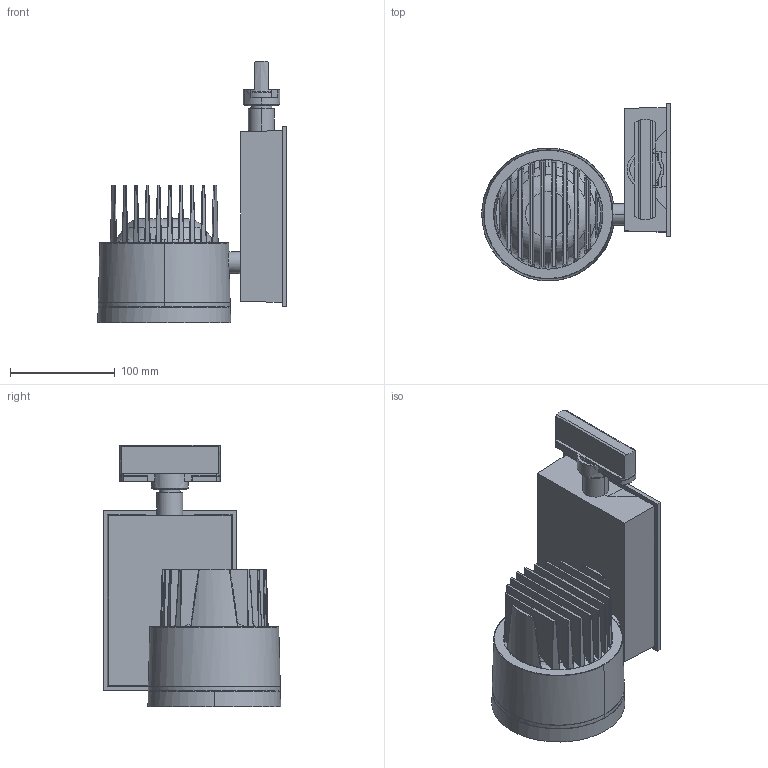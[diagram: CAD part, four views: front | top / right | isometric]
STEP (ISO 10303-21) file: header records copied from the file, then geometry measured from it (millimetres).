
FILE_DESCRIPTION(/* description */ (''),/* implementation_level */ '2;1');
FILE_NAME(/* name */ 'Picto Hi Flux',/* time_stamp */ '2018-02-05T10:03:13+01:00',/* author */ (''),/* organization */ (''),/* preprocessor_version */ 'ST-DEVELOPER v15',/* originating_system */ '',/* authorisation */ '');
FILE_SCHEMA (('CONFIG_CONTROL_DESIGN'));
Length unit declared in the file: millimetre
Products named in the file (1): Document
Bounding box: 180 x 169.4 x 249.6 mm (x, y, z)
Volume: 92933.6 mm3; surface area: 238208.3 mm2
Topology: 3 solids, 10 shells, 244 faces, 683 edges, 446 vertices
Faces by surface type: bspline 125, plane 119
Entity records: 12561 total; most frequent: CARTESIAN_POINT 8470, ORIENTED_EDGE 1304, EDGE_CURVE 683, VERTEX_POINT 446, B_SPLINE_CURVE_WITH_KNOTS 431, EDGE_LOOP 254, ADVANCED_FACE 244, FACE_OUTER_BOUND 244
